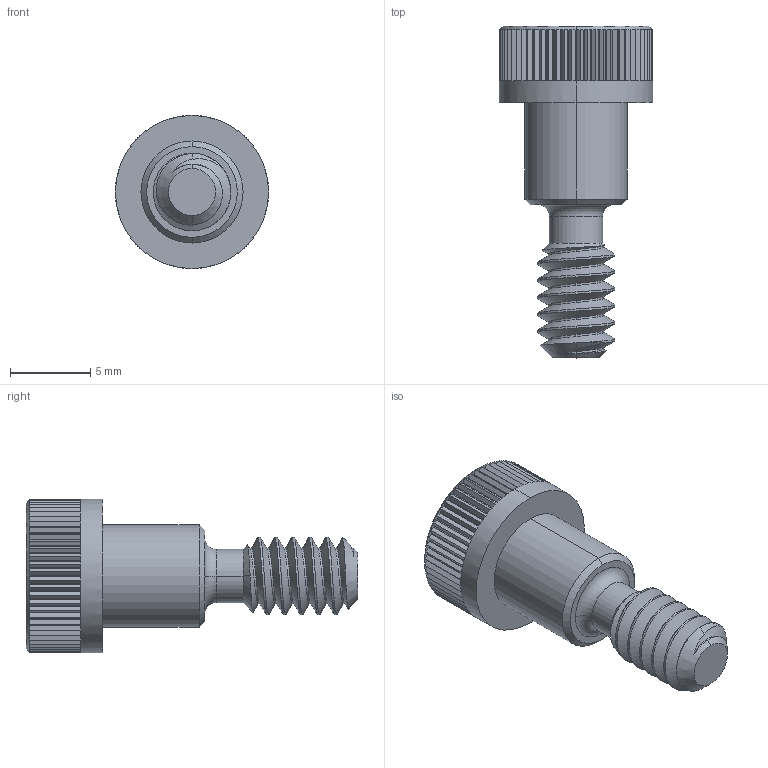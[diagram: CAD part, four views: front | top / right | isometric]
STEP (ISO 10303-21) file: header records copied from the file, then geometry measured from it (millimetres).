
FILE_DESCRIPTION (( 'STEP AP203' ), '1' );
FILE_NAME ('91259A533.step', '2013-11-18T19:44:52', ( 'Admin' ), ( 'Microsoft' ), 'SwSTEP 2.0', 'SolidWorks 2012', '' );
FILE_SCHEMA (( 'CONFIG_CONTROL_DESIGN' ));
Length unit declared in the file: inch
Products named in the file (1): 91259A533
Bounding box: 9.53 x 20.64 x 9.53 mm (x, y, z)
Volume: 620.6 mm3; surface area: 647.1 mm2
Topology: 1 solids, 1 shells, 377 faces, 857 edges, 485 vertices
Faces by surface type: plane 251, cylinder 106, cone 16, torus 2, bspline 2
Entity records: 11201 total; most frequent: CARTESIAN_POINT 2724, DIRECTION 1850, ORIENTED_EDGE 1714, EDGE_CURVE 857, AXIS2_PLACEMENT_3D 682, VECTOR 486, LINE 486, VERTEX_POINT 485
